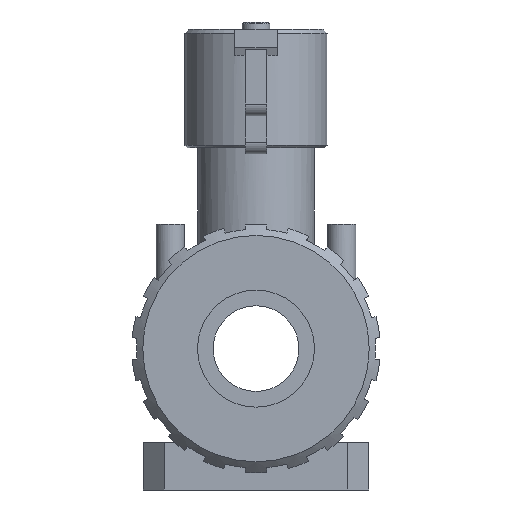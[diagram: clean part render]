
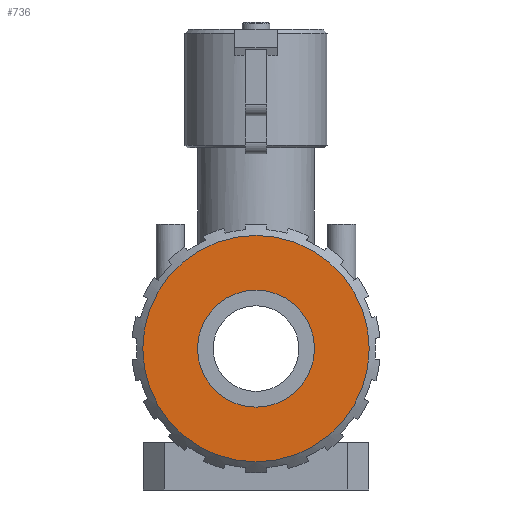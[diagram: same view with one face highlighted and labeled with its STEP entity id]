
A CAD part, left-side view. The second image highlights one B-rep face of the part: STEP entity #736.
In plain terms, the highlighted planar face has unit normal (-1, 0, 0).
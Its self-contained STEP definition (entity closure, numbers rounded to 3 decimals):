
#736 = ADVANCED_FACE( '', ( #1524, #1525 ), #1526, .F. );
#1524 = FACE_OUTER_BOUND( '', #2337, .T. );
#1525 = FACE_BOUND( '', #2338, .T. );
#1526 = PLANE( '', #2339 );
#2337 = EDGE_LOOP( '', ( #4635 ) );
#2338 = EDGE_LOOP( '', ( #4636 ) );
#2339 = AXIS2_PLACEMENT_3D( '', #4637, #4638, #4639 );
#4635 = ORIENTED_EDGE( '', *, *, #5682, .F. );
#4636 = ORIENTED_EDGE( '', *, *, #5067, .T. );
#4637 = CARTESIAN_POINT( '', ( -65.667, 0., 13.65 ) );
#4638 = DIRECTION( '', ( 1., 0., 0. ) );
#4639 = DIRECTION( '', ( 0., 0., -1. ) );
#5067 = EDGE_CURVE( '', #6172, #6172, #6173, .T. );
#5682 = EDGE_CURVE( '', #7115, #7115, #7116, .T. );
#6172 = VERTEX_POINT( '', #7885 );
#6173 = CIRCLE( '', #7886, 13.65 );
#7115 = VERTEX_POINT( '', #9391 );
#7116 = CIRCLE( '', #9392, 26.422 );
#7885 = CARTESIAN_POINT( '', ( -65.667, 0., -13.65 ) );
#7886 = AXIS2_PLACEMENT_3D( '', #9874, #9875, #9876 );
#9391 = CARTESIAN_POINT( '', ( -65.667, 0., -26.422 ) );
#9392 = AXIS2_PLACEMENT_3D( '', #10692, #10693, #10694 );
#9874 = CARTESIAN_POINT( '', ( -65.667, 0., 0. ) );
#9875 = DIRECTION( '', ( 1., 0., 0. ) );
#9876 = DIRECTION( '', ( 0., 0., -1. ) );
#10692 = CARTESIAN_POINT( '', ( -65.667, 0., 0. ) );
#10693 = DIRECTION( '', ( 1., 0., 0. ) );
#10694 = DIRECTION( '', ( 0., 0., -1. ) );
